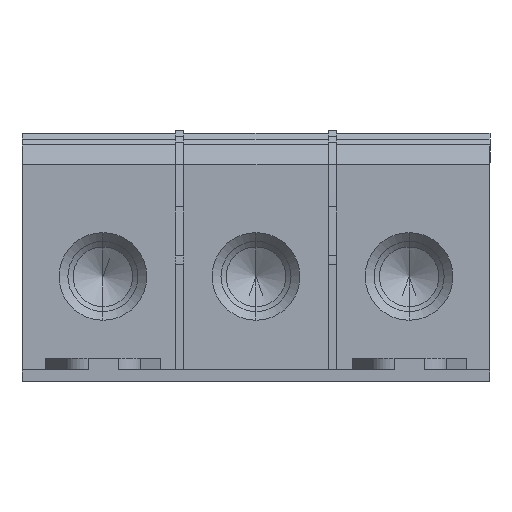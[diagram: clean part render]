
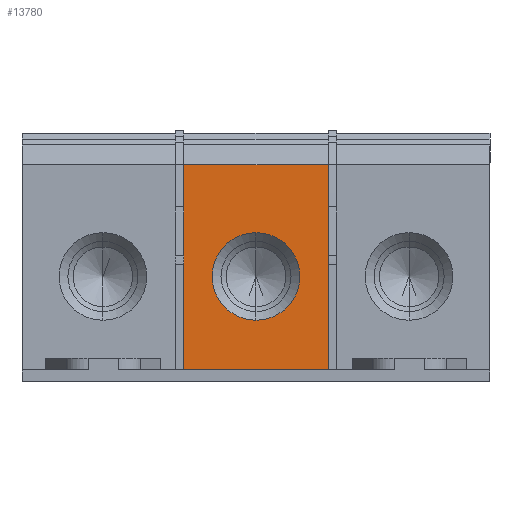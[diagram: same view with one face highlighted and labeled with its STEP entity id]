
A CAD part, left-side view. The second image highlights one B-rep face of the part: STEP entity #13780.
In plain terms, the highlighted planar face has unit normal (-1, 0, 0).
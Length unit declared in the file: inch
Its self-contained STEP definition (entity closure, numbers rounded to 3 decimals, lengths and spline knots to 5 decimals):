
#553 = EDGE_CURVE ( 'NONE', #9064, #9192, #12931, .T. ) ;
#1046 = ORIENTED_EDGE ( 'NONE', *, *, #17773, .F. ) ;
#1093 = CARTESIAN_POINT ( 'NONE',  ( -1.93898, 2.06299, 0.07874 ) ) ;
#1884 = EDGE_CURVE ( 'NONE', #9192, #9064, #16812, .T. ) ;
#1984 = AXIS2_PLACEMENT_3D ( 'NONE', #10527, #7650, #16051 ) ;
#2376 = DIRECTION ( 'NONE',  ( 0., 1., 0. ) ) ;
#2644 = VECTOR ( 'NONE', #5305, 39.37008 ) ;
#2838 = DIRECTION ( 'NONE',  ( -1., 0., 0. ) ) ;
#3057 = ORIENTED_EDGE ( 'NONE', *, *, #553, .T. ) ;
#3357 = CARTESIAN_POINT ( 'NONE',  ( -1.93898, 2.06299, 1.52972 ) ) ;
#4388 = VECTOR ( 'NONE', #14799, 39.37008 ) ;
#4403 = CARTESIAN_POINT ( 'NONE',  ( -1.93898, 1.09055, 1.46063 ) ) ;
#4466 = FACE_OUTER_BOUND ( 'NONE', #9979, .T. ) ;
#5234 = VERTEX_POINT ( 'NONE', #4403 ) ;
#5305 = DIRECTION ( 'NONE',  ( 0., 0., 1. ) ) ;
#6294 = AXIS2_PLACEMENT_3D ( 'NONE', #16562, #2838, #8527 ) ;
#6434 = AXIS2_PLACEMENT_3D ( 'NONE', #14508, #11611, #15865 ) ;
#6918 = ORIENTED_EDGE ( 'NONE', *, *, #11594, .F. ) ;
#7650 = DIRECTION ( 'NONE',  ( 1., 0., 0. ) ) ;
#7752 = CARTESIAN_POINT ( 'NONE',  ( -1.93898, 2.11161, 1.46063 ) ) ;
#7842 = VECTOR ( 'NONE', #2376, 39.37008 ) ;
#7872 = CARTESIAN_POINT ( 'NONE',  ( -1.93898, 2.59685, 0.07874 ) ) ;
#8478 = CARTESIAN_POINT ( 'NONE',  ( -1.93898, 2.06299, 1.46063 ) ) ;
#8527 = DIRECTION ( 'NONE',  ( 0., 0., 1. ) ) ;
#8961 = CARTESIAN_POINT ( 'NONE',  ( -1.93898, 1.57677, 0.41339 ) ) ;
#9002 = CARTESIAN_POINT ( 'NONE',  ( -1.93898, 1.57677, 1.00394 ) ) ;
#9032 = LINE ( 'NONE', #3357, #14374 ) ;
#9064 = VERTEX_POINT ( 'NONE', #9002 ) ;
#9192 = VERTEX_POINT ( 'NONE', #8961 ) ;
#9369 = CARTESIAN_POINT ( 'NONE',  ( -1.93898, 1.09055, 0.00965 ) ) ;
#9448 = VERTEX_POINT ( 'NONE', #1093 ) ;
#9488 = LINE ( 'NONE', #7872, #7842 ) ;
#9566 = ORIENTED_EDGE ( 'NONE', *, *, #1884, .T. ) ;
#9601 = FACE_BOUND ( 'NONE', #10055, .T. ) ;
#9964 = PLANE ( 'NONE',  #6294 ) ;
#9979 = EDGE_LOOP ( 'NONE', ( #1046, #15810, #16696, #6918 ) ) ;
#10055 = EDGE_LOOP ( 'NONE', ( #3057, #9566 ) ) ;
#10527 = CARTESIAN_POINT ( 'NONE',  ( -1.93898, 1.57677, 0.70866 ) ) ;
#11594 = EDGE_CURVE ( 'NONE', #9448, #16787, #9032, .T. ) ;
#11611 = DIRECTION ( 'NONE',  ( 1., 0., 0. ) ) ;
#11641 = LINE ( 'NONE', #9369, #2644 ) ;
#12931 = CIRCLE ( 'NONE', #1984, 0.29528 ) ;
#13780 = ADVANCED_FACE ( 'NONE', ( #9601, #4466 ), #9964, .T. ) ;
#14374 = VECTOR ( 'NONE', #15994, 39.37008 ) ;
#14508 = CARTESIAN_POINT ( 'NONE',  ( -1.93898, 1.57677, 0.70866 ) ) ;
#14799 = DIRECTION ( 'NONE',  ( 0., 1., 0. ) ) ;
#15810 = ORIENTED_EDGE ( 'NONE', *, *, #16965, .T. ) ;
#15865 = DIRECTION ( 'NONE',  ( 0., 0., 1. ) ) ;
#15983 = LINE ( 'NONE', #7752, #4388 ) ;
#15994 = DIRECTION ( 'NONE',  ( 0., 0., 1. ) ) ;
#16051 = DIRECTION ( 'NONE',  ( 0., 0., 1. ) ) ;
#16562 = CARTESIAN_POINT ( 'NONE',  ( -1.93898, 2.11161, 0.00965 ) ) ;
#16696 = ORIENTED_EDGE ( 'NONE', *, *, #17033, .T. ) ;
#16787 = VERTEX_POINT ( 'NONE', #8478 ) ;
#16812 = CIRCLE ( 'NONE', #6434, 0.29528 ) ;
#16851 = VERTEX_POINT ( 'NONE', #16977 ) ;
#16965 = EDGE_CURVE ( 'NONE', #16851, #5234, #11641, .T. ) ;
#16977 = CARTESIAN_POINT ( 'NONE',  ( -1.93898, 1.09055, 0.07874 ) ) ;
#17033 = EDGE_CURVE ( 'NONE', #5234, #16787, #15983, .T. ) ;
#17773 = EDGE_CURVE ( 'NONE', #16851, #9448, #9488, .T. ) ;
